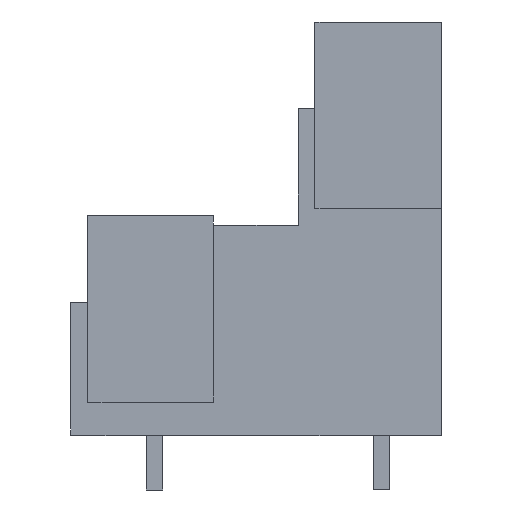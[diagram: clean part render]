
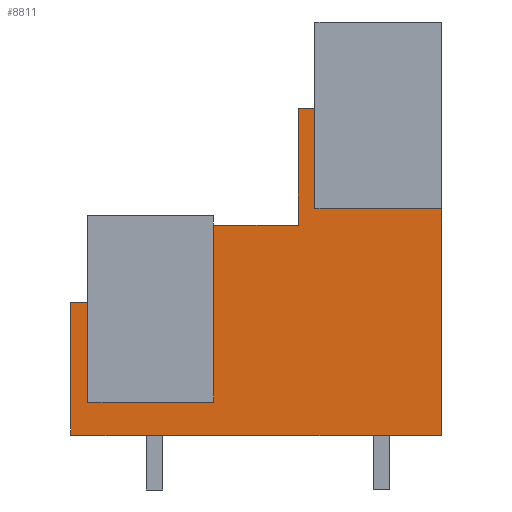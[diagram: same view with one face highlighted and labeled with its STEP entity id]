
A CAD part, left-side view. The second image highlights one B-rep face of the part: STEP entity #8811.
In plain terms, the highlighted planar face has unit normal (-1, 0, 0).
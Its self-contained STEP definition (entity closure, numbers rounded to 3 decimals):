
#8780=AXIS2_PLACEMENT_3D('Plane Axis2P3D',#8777,#8778,#8779) ;
#2440=CARTESIAN_POINT('Vertex',(3.45,7.5,22.6)) ;
#2443=CARTESIAN_POINT('Line Origine',(3.45,7.5,19.65)) ;
#2447=CARTESIAN_POINT('Vertex',(3.45,7.5,16.7)) ;
#3197=CARTESIAN_POINT('Vertex',(3.45,8.5,22.6)) ;
#3200=CARTESIAN_POINT('Line Origine',(3.45,8.,22.6)) ;
#3228=CARTESIAN_POINT('Vertex',(3.45,8.5,15.7)) ;
#3231=CARTESIAN_POINT('Line Origine',(3.45,8.5,19.15)) ;
#3287=CARTESIAN_POINT('Vertex',(3.45,13.5,15.7)) ;
#3290=CARTESIAN_POINT('Line Origine',(3.45,11.,15.7)) ;
#6291=CARTESIAN_POINT('Vertex',(3.45,20.975,11.1)) ;
#6294=CARTESIAN_POINT('Line Origine',(3.45,20.975,8.15)) ;
#6298=CARTESIAN_POINT('Vertex',(3.45,20.975,5.2)) ;
#7039=CARTESIAN_POINT('Vertex',(3.45,22.,11.1)) ;
#7042=CARTESIAN_POINT('Line Origine',(3.45,21.488,11.1)) ;
#7203=CARTESIAN_POINT('Vertex',(3.45,22.,3.2)) ;
#7206=CARTESIAN_POINT('Line Origine',(3.45,22.,3.4)) ;
#7210=CARTESIAN_POINT('Vertex',(3.45,22.,3.6)) ;
#7213=CARTESIAN_POINT('Line Origine',(3.45,22.,7.35)) ;
#7627=CARTESIAN_POINT('Vertex',(3.45,0.,3.2)) ;
#7630=CARTESIAN_POINT('Line Origine',(3.45,7.5,3.2)) ;
#7634=CARTESIAN_POINT('Vertex',(3.45,15.,3.2)) ;
#7637=CARTESIAN_POINT('Line Origine',(3.45,17.,3.2)) ;
#7641=CARTESIAN_POINT('Vertex',(3.45,19.,3.2)) ;
#7644=CARTESIAN_POINT('Line Origine',(3.45,20.5,3.2)) ;
#7792=CARTESIAN_POINT('Vertex',(3.45,0.,16.7)) ;
#7795=CARTESIAN_POINT('Line Origine',(3.45,0.,9.95)) ;
#8765=CARTESIAN_POINT('Line Origine',(3.45,3.75,16.7)) ;
#8777=CARTESIAN_POINT('Axis2P3D Location',(3.45,0.,3.6)) ;
#8782=CARTESIAN_POINT('Line Origine',(3.45,13.5,10.45)) ;
#8786=CARTESIAN_POINT('Vertex',(3.45,13.5,5.2)) ;
#8789=CARTESIAN_POINT('Line Origine',(3.45,17.237,5.2)) ;
#2444=DIRECTION('Vector Direction',(0.,0.,-1.)) ;
#3201=DIRECTION('Vector Direction',(0.,1.,0.)) ;
#3232=DIRECTION('Vector Direction',(0.,0.,-1.)) ;
#3291=DIRECTION('Vector Direction',(0.,1.,0.)) ;
#6295=DIRECTION('Vector Direction',(0.,0.,-1.)) ;
#7043=DIRECTION('Vector Direction',(0.,1.,0.)) ;
#7207=DIRECTION('Vector Direction',(0.,0.,-1.)) ;
#7214=DIRECTION('Vector Direction',(0.,0.,-1.)) ;
#7631=DIRECTION('Vector Direction',(0.,-1.,0.)) ;
#7638=DIRECTION('Vector Direction',(0.,-1.,0.)) ;
#7645=DIRECTION('Vector Direction',(0.,-1.,0.)) ;
#7796=DIRECTION('Vector Direction',(0.,0.,1.)) ;
#8766=DIRECTION('Vector Direction',(0.,-1.,0.)) ;
#8778=DIRECTION('Axis2P3D Direction',(-1.,0.,0.)) ;
#8779=DIRECTION('Axis2P3D XDirection',(0.,0.,-1.)) ;
#8783=DIRECTION('Vector Direction',(0.,0.,-1.)) ;
#8790=DIRECTION('Vector Direction',(0.,-1.,0.)) ;
#2445=VECTOR('Line Direction',#2444,1.) ;
#3202=VECTOR('Line Direction',#3201,1.) ;
#3233=VECTOR('Line Direction',#3232,1.) ;
#3292=VECTOR('Line Direction',#3291,1.) ;
#6296=VECTOR('Line Direction',#6295,1.) ;
#7044=VECTOR('Line Direction',#7043,1.) ;
#7208=VECTOR('Line Direction',#7207,1.) ;
#7215=VECTOR('Line Direction',#7214,1.) ;
#7632=VECTOR('Line Direction',#7631,1.) ;
#7639=VECTOR('Line Direction',#7638,1.) ;
#7646=VECTOR('Line Direction',#7645,1.) ;
#7797=VECTOR('Line Direction',#7796,1.) ;
#8767=VECTOR('Line Direction',#8766,1.) ;
#8784=VECTOR('Line Direction',#8783,1.) ;
#8791=VECTOR('Line Direction',#8790,1.) ;
#8795=ORIENTED_EDGE('',*,*,#7643,.F.) ;
#8796=ORIENTED_EDGE('',*,*,#7636,.T.) ;
#8797=ORIENTED_EDGE('',*,*,#7799,.T.) ;
#8798=ORIENTED_EDGE('',*,*,#8769,.F.) ;
#8799=ORIENTED_EDGE('',*,*,#2449,.F.) ;
#8800=ORIENTED_EDGE('',*,*,#3204,.T.) ;
#8801=ORIENTED_EDGE('',*,*,#3235,.T.) ;
#8802=ORIENTED_EDGE('',*,*,#3294,.T.) ;
#8803=ORIENTED_EDGE('',*,*,#8788,.T.) ;
#8804=ORIENTED_EDGE('',*,*,#8793,.F.) ;
#8805=ORIENTED_EDGE('',*,*,#6300,.F.) ;
#8806=ORIENTED_EDGE('',*,*,#7046,.T.) ;
#8807=ORIENTED_EDGE('',*,*,#7217,.T.) ;
#8808=ORIENTED_EDGE('',*,*,#7212,.F.) ;
#8809=ORIENTED_EDGE('',*,*,#7648,.T.) ;
#8811=ADVANCED_FACE('Housing',(#8810),#8781,.T.) ;
#2449=EDGE_CURVE('',#2441,#2448,#2446,.T.) ;
#3204=EDGE_CURVE('',#2441,#3198,#3203,.T.) ;
#3235=EDGE_CURVE('',#3198,#3229,#3234,.T.) ;
#3294=EDGE_CURVE('',#3229,#3288,#3293,.T.) ;
#6300=EDGE_CURVE('',#6292,#6299,#6297,.T.) ;
#7046=EDGE_CURVE('',#6292,#7040,#7045,.T.) ;
#7212=EDGE_CURVE('',#7204,#7211,#7209,.F.) ;
#7217=EDGE_CURVE('',#7040,#7211,#7216,.T.) ;
#7636=EDGE_CURVE('',#7635,#7628,#7633,.T.) ;
#7643=EDGE_CURVE('',#7635,#7642,#7640,.F.) ;
#7648=EDGE_CURVE('',#7204,#7642,#7647,.T.) ;
#7799=EDGE_CURVE('',#7628,#7793,#7798,.T.) ;
#8769=EDGE_CURVE('',#2448,#7793,#8768,.T.) ;
#8788=EDGE_CURVE('',#3288,#8787,#8785,.T.) ;
#8793=EDGE_CURVE('',#6299,#8787,#8792,.T.) ;
#8794=EDGE_LOOP('',(#8795,#8796,#8797,#8798,#8799,#8800,#8801,#8802,#8803,#8804,#8805,#8806,#8807,#8808,#8809)) ;
#8810=FACE_OUTER_BOUND('',#8794,.T.) ;
#2446=LINE('Line',#2443,#2445) ;
#3203=LINE('Line',#3200,#3202) ;
#3234=LINE('Line',#3231,#3233) ;
#3293=LINE('Line',#3290,#3292) ;
#6297=LINE('Line',#6294,#6296) ;
#7045=LINE('Line',#7042,#7044) ;
#7209=LINE('Line',#7206,#7208) ;
#7216=LINE('Line',#7213,#7215) ;
#7633=LINE('Line',#7630,#7632) ;
#7640=LINE('Line',#7637,#7639) ;
#7647=LINE('Line',#7644,#7646) ;
#7798=LINE('Line',#7795,#7797) ;
#8768=LINE('Line',#8765,#8767) ;
#8785=LINE('Line',#8782,#8784) ;
#8792=LINE('Line',#8789,#8791) ;
#8781=PLANE('',#8780) ;
#2441=VERTEX_POINT('',#2440) ;
#2448=VERTEX_POINT('',#2447) ;
#3198=VERTEX_POINT('',#3197) ;
#3229=VERTEX_POINT('',#3228) ;
#3288=VERTEX_POINT('',#3287) ;
#6292=VERTEX_POINT('',#6291) ;
#6299=VERTEX_POINT('',#6298) ;
#7040=VERTEX_POINT('',#7039) ;
#7204=VERTEX_POINT('',#7203) ;
#7211=VERTEX_POINT('',#7210) ;
#7628=VERTEX_POINT('',#7627) ;
#7635=VERTEX_POINT('',#7634) ;
#7642=VERTEX_POINT('',#7641) ;
#7793=VERTEX_POINT('',#7792) ;
#8787=VERTEX_POINT('',#8786) ;
